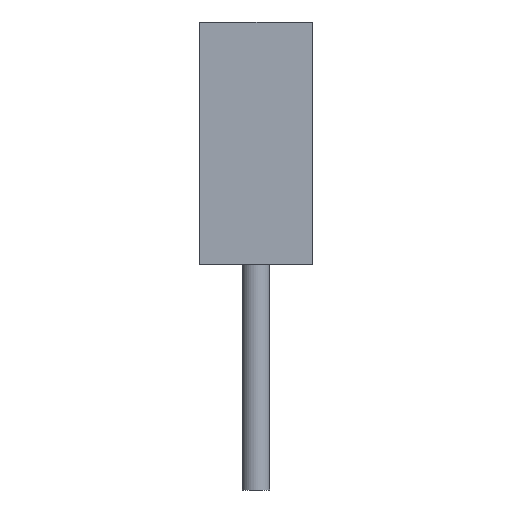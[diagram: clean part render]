
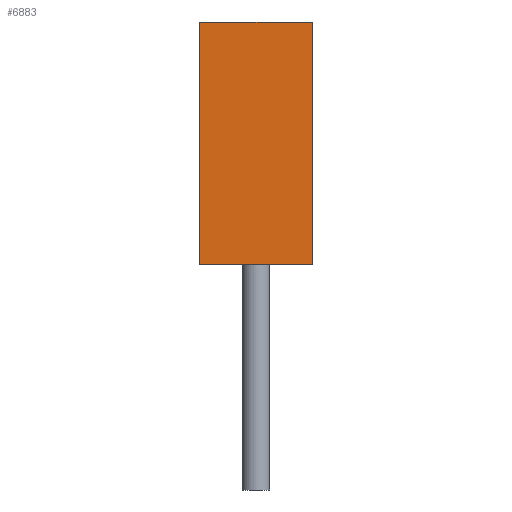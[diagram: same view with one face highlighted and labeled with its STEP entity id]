
A CAD part, left-side view. The second image highlights one B-rep face of the part: STEP entity #6883.
In plain terms, the highlighted planar face has unit normal (-1, 0, 0).
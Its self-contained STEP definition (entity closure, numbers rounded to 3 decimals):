
#6563=CARTESIAN_POINT('',(-1.27,-1.27,0.762));
#6562=VERTEX_POINT('',#6563);
#6581=CARTESIAN_POINT('',(-1.27,-1.27,6.223));
#6580=VERTEX_POINT('',#6581);
#6589=EDGE_CURVE('',#6562,#6580,#6594,.T.);
#6594=LINE('',#6563,#6596);
#6596=VECTOR('',#6597,5.461);
#6597=DIRECTION('',(0.0,0.0,1.0));
#6610=CARTESIAN_POINT('',(-1.27,1.27,0.762));
#6609=VERTEX_POINT('',#6610);
#6620=CARTESIAN_POINT('',(-1.27,1.27,6.223));
#6619=VERTEX_POINT('',#6620);
#6618=EDGE_CURVE('',#6619,#6609,#6623,.T.);
#6623=LINE('',#6620,#6625);
#6625=VECTOR('',#6626,5.461);
#6626=DIRECTION('',(0.0,0.0,-1.0));
#6689=EDGE_CURVE('',#6580,#6619,#6694,.T.);
#6694=LINE('',#6581,#6696);
#6696=VECTOR('',#6697,2.54);
#6697=DIRECTION('',(0.0,1.0,0.0));
#6762=EDGE_CURVE('',#6609,#6562,#6767,.T.);
#6767=LINE('',#6610,#6769);
#6769=VECTOR('',#6770,2.54);
#6770=DIRECTION('',(0.0,-1.0,0.0));
#6883=ADVANCED_FACE('',(#6889),#6884,.T.);
#6884=PLANE('',#6885);
#6885=AXIS2_PLACEMENT_3D('',#6886,#6887,#6888);
#6886=CARTESIAN_POINT('',(-1.27,-1.27,6.223));
#6887=DIRECTION('',(-1.0,0.0,0.0));
#6888=DIRECTION('',(0.,0.,1.));
#6889=FACE_OUTER_BOUND('',#6890,.T.);
#6890=EDGE_LOOP('',(#6891,#6901,#6911,#6921));
#6891=ORIENTED_EDGE('',*,*,#6689,.T.);
#6901=ORIENTED_EDGE('',*,*,#6618,.T.);
#6911=ORIENTED_EDGE('',*,*,#6762,.T.);
#6921=ORIENTED_EDGE('',*,*,#6589,.T.);
